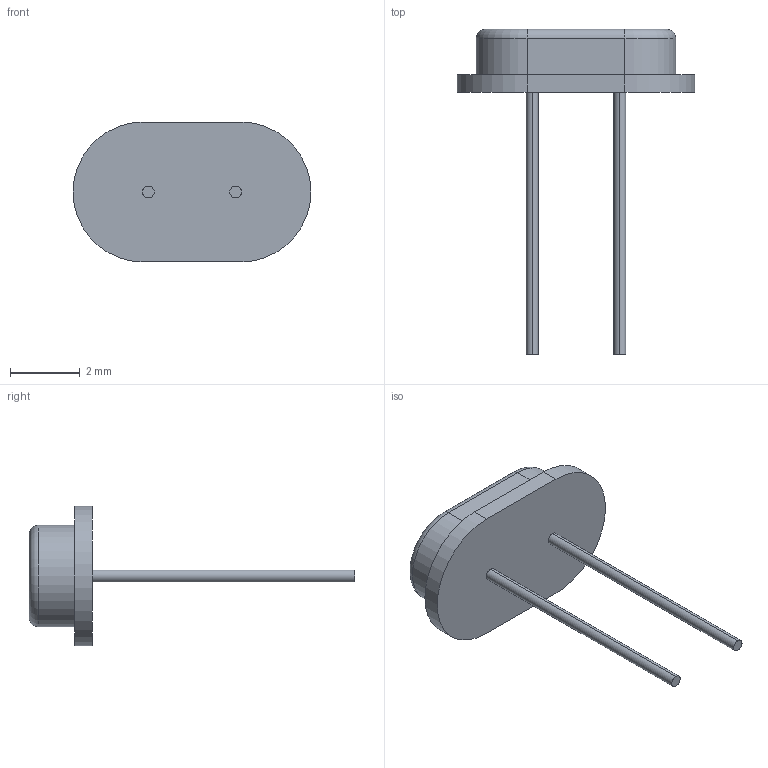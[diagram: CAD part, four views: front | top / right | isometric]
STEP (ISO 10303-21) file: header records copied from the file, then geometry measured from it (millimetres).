
FILE_DESCRIPTION (( 'STEP AP214' ), '1' );
FILE_NAME ('HC-46X.STEP', '2017-12-06T16:35:00', ( '' ), ( '' ), 'SwSTEP 2.0', 'SolidWorks 2017', '' );
FILE_SCHEMA (( 'AUTOMOTIVE_DESIGN' ));
Length unit declared in the file: millimetre
Products named in the file (1): HC-46X
Bounding box: 6.8 x 9.3 x 4 mm (x, y, z)
Volume: 32.2 mm3; surface area: 90.2 mm2
Topology: 1 solids, 1 shells, 21 faces, 44 edges, 28 vertices
Faces by surface type: cylinder 10, plane 9, torus 2
Entity records: 602 total; most frequent: DIRECTION 110, CARTESIAN_POINT 94, ORIENTED_EDGE 88, EDGE_CURVE 44, AXIS2_PLACEMENT_3D 44, VERTEX_POINT 28, EDGE_LOOP 24, VECTOR 22
